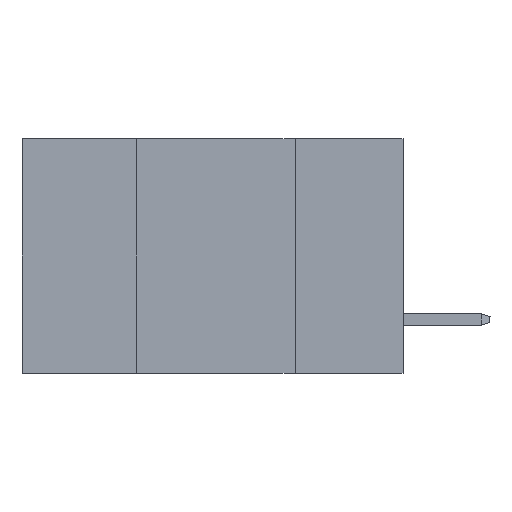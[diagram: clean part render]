
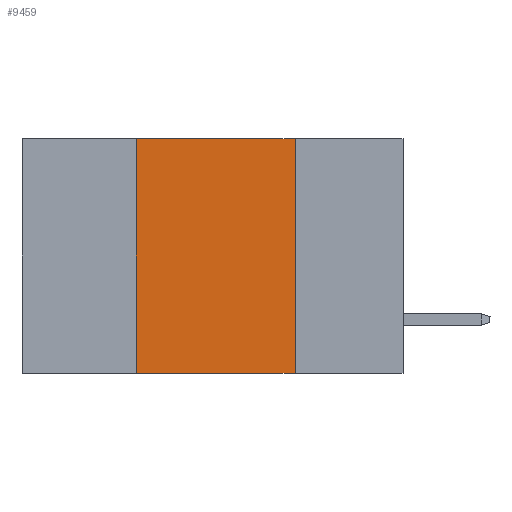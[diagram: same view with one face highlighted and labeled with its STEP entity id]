
A CAD part, left-side view. The second image highlights one B-rep face of the part: STEP entity #9459.
In plain terms, the highlighted planar face has unit normal (-1, 0, 0).
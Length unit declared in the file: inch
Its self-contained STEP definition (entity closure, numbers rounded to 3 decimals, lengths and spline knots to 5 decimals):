
#131 = EDGE_CURVE ( 'NONE', #1117, #5843, #11545, .T. ) ;
#280 = CARTESIAN_POINT ( 'NONE',  ( 0., 0.6, 0. ) ) ;
#324 = CARTESIAN_POINT ( 'NONE',  ( 0., 0.17, 0. ) ) ;
#339 = FACE_OUTER_BOUND ( 'NONE', #8973, .T. ) ;
#636 = CARTESIAN_POINT ( 'NONE',  ( 0., 0.17, 0. ) ) ;
#907 = LINE ( 'NONE', #6561, #8538 ) ;
#1117 = VERTEX_POINT ( 'NONE', #636 ) ;
#1761 = VECTOR ( 'NONE', #8762, 39.37008 ) ;
#2112 = DIRECTION ( 'NONE',  ( 0., 0., -1. ) ) ;
#2254 = DIRECTION ( 'NONE',  ( 1., 0., 0. ) ) ;
#2356 = CARTESIAN_POINT ( 'NONE',  ( 0., 0.6, 0. ) ) ;
#2656 = ORIENTED_EDGE ( 'NONE', *, *, #5418, .T. ) ;
#2671 = VECTOR ( 'NONE', #2112, 39.37008 ) ;
#3148 = CARTESIAN_POINT ( 'NONE',  ( 0., 0.42, 0. ) ) ;
#3217 = ORIENTED_EDGE ( 'NONE', *, *, #131, .F. ) ;
#3603 = EDGE_CURVE ( 'NONE', #6342, #1117, #10678, .T. ) ;
#3993 = VERTEX_POINT ( 'NONE', #4151 ) ;
#4151 = CARTESIAN_POINT ( 'NONE',  ( 0., 0.42, -0.37 ) ) ;
#4940 = LINE ( 'NONE', #3148, #1761 ) ;
#5128 = DIRECTION ( 'NONE',  ( 0., -1., 0. ) ) ;
#5270 = EDGE_CURVE ( 'NONE', #3993, #6342, #4940, .T. ) ;
#5418 = EDGE_CURVE ( 'NONE', #3993, #5843, #907, .T. ) ;
#5725 = ORIENTED_EDGE ( 'NONE', *, *, #3603, .F. ) ;
#5843 = VERTEX_POINT ( 'NONE', #11953 ) ;
#5945 = DIRECTION ( 'NONE',  ( 0., 0., -1. ) ) ;
#6297 = ORIENTED_EDGE ( 'NONE', *, *, #5270, .F. ) ;
#6342 = VERTEX_POINT ( 'NONE', #9112 ) ;
#6561 = CARTESIAN_POINT ( 'NONE',  ( 0., 0.6, -0.37 ) ) ;
#7709 = PLANE ( 'NONE',  #8457 ) ;
#8457 = AXIS2_PLACEMENT_3D ( 'NONE', #280, #2254, #5945 ) ;
#8538 = VECTOR ( 'NONE', #10456, 39.37008 ) ;
#8762 = DIRECTION ( 'NONE',  ( 0., 0., 1. ) ) ;
#8973 = EDGE_LOOP ( 'NONE', ( #3217, #5725, #6297, #2656 ) ) ;
#9112 = CARTESIAN_POINT ( 'NONE',  ( 0., 0.42, 0. ) ) ;
#9459 = ADVANCED_FACE ( 'NONE', ( #339 ), #7709, .F. ) ;
#10456 = DIRECTION ( 'NONE',  ( 0., -1., 0. ) ) ;
#10678 = LINE ( 'NONE', #2356, #10859 ) ;
#10859 = VECTOR ( 'NONE', #5128, 39.37008 ) ;
#11545 = LINE ( 'NONE', #324, #2671 ) ;
#11953 = CARTESIAN_POINT ( 'NONE',  ( 0., 0.17, -0.37 ) ) ;
